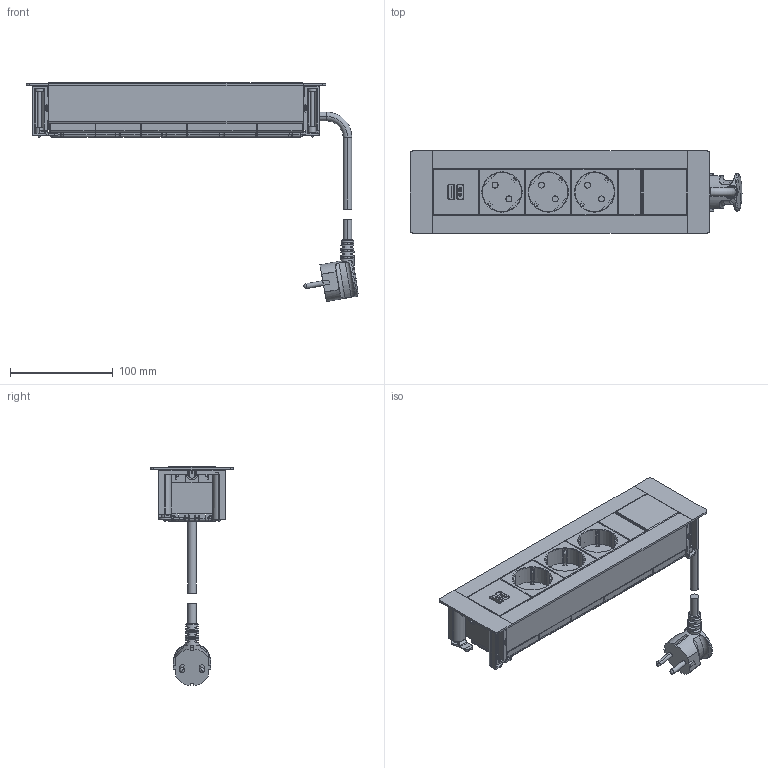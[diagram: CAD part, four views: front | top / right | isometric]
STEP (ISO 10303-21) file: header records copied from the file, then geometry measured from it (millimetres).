
FILE_DESCRIPTION(('CATIA V5 STEP Exchange','CAx-IF Rec.Pracs.--- Model Styling and Organization---1.5--- 2016-08-15','CAx-IF Rec.Pracs.---Supplemental Geometry---1.0---2011-11-01','CAx-IF Rec.Pracs.--- Composite Materials ---1.1---2010-07-15'),'2;1');
FILE_NAME('LG-654862_AllCATPart.stp','2023-10-05T08:37:40+00:00',('none'),('none'),'CATIA Version 5-6 Release 2020 SP3','CATIA V5 STEP AP214 v2','none');
FILE_SCHEMA(('AUTOMOTIVE_DESIGN { 1 0 10303 214 1 1 1 1 }'));
Products named in the file (1): LG-654862_AllCATPart
Bounding box: 322.84 x 80 x 213.1 mm (x, y, z)
Volume: 406440.3 mm3; surface area: 278534.5 mm2
Topology: 40 solids, 40 shells, 2481 faces, 6828 edges, 4375 vertices
Faces by surface type: plane 1454, cylinder 726, bspline 126, torus 54, cone 51, sphere 42, extrusion 26, revolution 2
Entity records: 81699 total; most frequent: CARTESIAN_POINT 23167, ORIENTED_EDGE 13540, DIRECTION 9525, EDGE_CURVE 6770, VECTOR 4536, LINE 4510, VERTEX_POINT 4375, AXIS2_PLACEMENT_3D 3151
